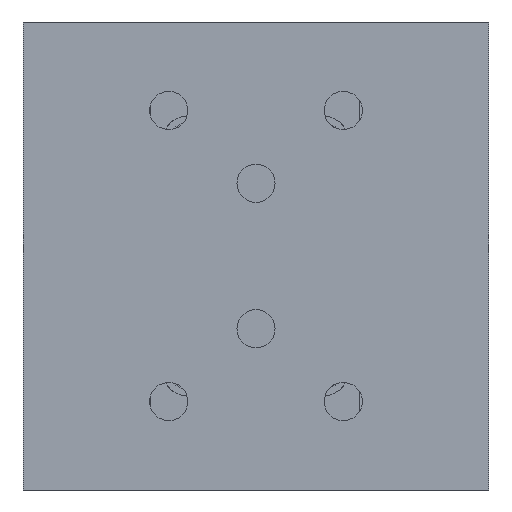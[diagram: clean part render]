
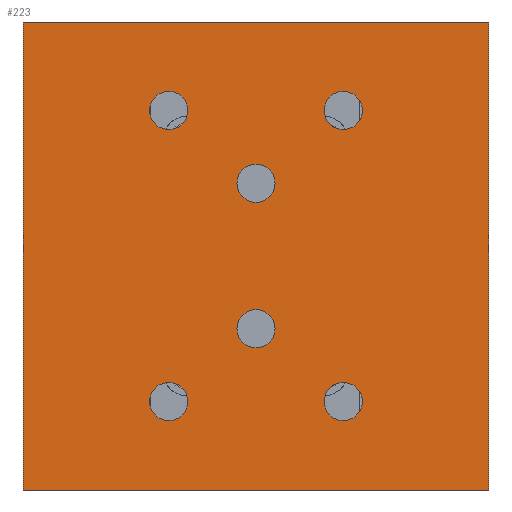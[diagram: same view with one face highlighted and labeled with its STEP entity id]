
A CAD part, left-side view. The second image highlights one B-rep face of the part: STEP entity #223.
In plain terms, the highlighted planar face has unit normal (-1, 0, 0).
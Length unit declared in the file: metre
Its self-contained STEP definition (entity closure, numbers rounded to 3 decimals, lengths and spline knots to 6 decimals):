
#223 = ADVANCED_FACE( '', ( #598, #599, #600, #601, #602, #603, #604 ), #605, .T. );
#598 = FACE_BOUND( '', #1103, .T. );
#599 = FACE_BOUND( '', #1104, .T. );
#600 = FACE_BOUND( '', #1105, .T. );
#601 = FACE_BOUND( '', #1106, .T. );
#602 = FACE_BOUND( '', #1107, .T. );
#603 = FACE_BOUND( '', #1108, .T. );
#604 = FACE_OUTER_BOUND( '', #1109, .T. );
#605 = PLANE( '', #1110 );
#1103 = EDGE_LOOP( '', ( #2288, #2289 ) );
#1104 = EDGE_LOOP( '', ( #2290, #2291 ) );
#1105 = EDGE_LOOP( '', ( #2292, #2293 ) );
#1106 = EDGE_LOOP( '', ( #2294, #2295 ) );
#1107 = EDGE_LOOP( '', ( #2296, #2297 ) );
#1108 = EDGE_LOOP( '', ( #2298, #2299 ) );
#1109 = EDGE_LOOP( '', ( #2300, #2301, #2302, #2303 ) );
#1110 = AXIS2_PLACEMENT_3D( '', #2304, #2305, #2306 );
#2288 = ORIENTED_EDGE( '', *, *, #3433, .T. );
#2289 = ORIENTED_EDGE( '', *, *, #3504, .T. );
#2290 = ORIENTED_EDGE( '', *, *, #3429, .T. );
#2291 = ORIENTED_EDGE( '', *, *, #3505, .T. );
#2292 = ORIENTED_EDGE( '', *, *, #3425, .T. );
#2293 = ORIENTED_EDGE( '', *, *, #3506, .T. );
#2294 = ORIENTED_EDGE( '', *, *, #3421, .T. );
#2295 = ORIENTED_EDGE( '', *, *, #3507, .T. );
#2296 = ORIENTED_EDGE( '', *, *, #3417, .T. );
#2297 = ORIENTED_EDGE( '', *, *, #3508, .T. );
#2298 = ORIENTED_EDGE( '', *, *, #3413, .T. );
#2299 = ORIENTED_EDGE( '', *, *, #3509, .T. );
#2300 = ORIENTED_EDGE( '', *, *, #3468, .T. );
#2301 = ORIENTED_EDGE( '', *, *, #3518, .F. );
#2302 = ORIENTED_EDGE( '', *, *, #3498, .T. );
#2303 = ORIENTED_EDGE( '', *, *, #3517, .T. );
#2304 = CARTESIAN_POINT( '', ( 0.311832, 0.393042, 0.086389 ) );
#2305 = DIRECTION( '', ( -1., 0., 0. ) );
#2306 = DIRECTION( '', ( 0., 0., 1. ) );
#3413 = EDGE_CURVE( '', #4153, #4150, #4154, .T. );
#3417 = EDGE_CURVE( '', #4161, #4158, #4162, .T. );
#3421 = EDGE_CURVE( '', #4169, #4166, #4170, .T. );
#3425 = EDGE_CURVE( '', #4177, #4174, #4178, .T. );
#3429 = EDGE_CURVE( '', #4185, #4182, #4186, .T. );
#3433 = EDGE_CURVE( '', #4193, #4190, #4194, .T. );
#3468 = EDGE_CURVE( '', #4261, #4259, #4262, .T. );
#3498 = EDGE_CURVE( '', #4303, #4301, #4304, .T. );
#3504 = EDGE_CURVE( '', #4190, #4193, #4314, .T. );
#3505 = EDGE_CURVE( '', #4182, #4185, #4315, .T. );
#3506 = EDGE_CURVE( '', #4174, #4177, #4316, .T. );
#3507 = EDGE_CURVE( '', #4166, #4169, #4317, .T. );
#3508 = EDGE_CURVE( '', #4158, #4161, #4318, .T. );
#3509 = EDGE_CURVE( '', #4150, #4153, #4319, .T. );
#3517 = EDGE_CURVE( '', #4301, #4261, #4327, .T. );
#3518 = EDGE_CURVE( '', #4303, #4259, #4328, .T. );
#4150 = VERTEX_POINT( '', #5264 );
#4153 = VERTEX_POINT( '', #5268 );
#4154 = CIRCLE( '', #5269, 0.002083 );
#4158 = VERTEX_POINT( '', #5274 );
#4161 = VERTEX_POINT( '', #5278 );
#4162 = CIRCLE( '', #5279, 0.002083 );
#4166 = VERTEX_POINT( '', #5284 );
#4169 = VERTEX_POINT( '', #5288 );
#4170 = CIRCLE( '', #5289, 0.002083 );
#4174 = VERTEX_POINT( '', #5294 );
#4177 = VERTEX_POINT( '', #5298 );
#4178 = CIRCLE( '', #5299, 0.002083 );
#4182 = VERTEX_POINT( '', #5304 );
#4185 = VERTEX_POINT( '', #5308 );
#4186 = CIRCLE( '', #5309, 0.002083 );
#4190 = VERTEX_POINT( '', #5314 );
#4193 = VERTEX_POINT( '', #5318 );
#4194 = CIRCLE( '', #5319, 0.002083 );
#4259 = VERTEX_POINT( '', #5402 );
#4261 = VERTEX_POINT( '', #5405 );
#4262 = LINE( '', #5406, #5407 );
#4301 = VERTEX_POINT( '', #5458 );
#4303 = VERTEX_POINT( '', #5461 );
#4304 = LINE( '', #5462, #5463 );
#4314 = CIRCLE( '', #5478, 0.002083 );
#4315 = CIRCLE( '', #5479, 0.002083 );
#4316 = CIRCLE( '', #5480, 0.002083 );
#4317 = CIRCLE( '', #5481, 0.002083 );
#4318 = CIRCLE( '', #5482, 0.002083 );
#4319 = CIRCLE( '', #5483, 0.002083 );
#4327 = LINE( '', #5494, #5495 );
#4328 = LINE( '', #5496, #5497 );
#5264 = CARTESIAN_POINT( '', ( 0.311832, 0.416359, 0.119854 ) );
#5268 = CARTESIAN_POINT( '', ( 0.311832, 0.420525, 0.119854 ) );
#5269 = AXIS2_PLACEMENT_3D( '', #6521, #6522, #6523 );
#5274 = CARTESIAN_POINT( '', ( 0.311832, 0.416359, 0.103979 ) );
#5278 = CARTESIAN_POINT( '', ( 0.311832, 0.420525, 0.103979 ) );
#5279 = AXIS2_PLACEMENT_3D( '', #6529, #6530, #6531 );
#5284 = CARTESIAN_POINT( '', ( 0.311832, 0.425884, 0.096041 ) );
#5288 = CARTESIAN_POINT( '', ( 0.311832, 0.43005, 0.096041 ) );
#5289 = AXIS2_PLACEMENT_3D( '', #6537, #6538, #6539 );
#5294 = CARTESIAN_POINT( '', ( 0.311832, 0.425884, 0.127791 ) );
#5298 = CARTESIAN_POINT( '', ( 0.311832, 0.43005, 0.127791 ) );
#5299 = AXIS2_PLACEMENT_3D( '', #6545, #6546, #6547 );
#5304 = CARTESIAN_POINT( '', ( 0.311832, 0.406834, 0.096041 ) );
#5308 = CARTESIAN_POINT( '', ( 0.311832, 0.411, 0.096041 ) );
#5309 = AXIS2_PLACEMENT_3D( '', #6553, #6554, #6555 );
#5314 = CARTESIAN_POINT( '', ( 0.311832, 0.406834, 0.127791 ) );
#5318 = CARTESIAN_POINT( '', ( 0.311832, 0.411, 0.127791 ) );
#5319 = AXIS2_PLACEMENT_3D( '', #6561, #6562, #6563 );
#5402 = CARTESIAN_POINT( '', ( 0.311832, 0.443842, 0.137443 ) );
#5405 = CARTESIAN_POINT( '', ( 0.311832, 0.393042, 0.137443 ) );
#5406 = CARTESIAN_POINT( '', ( 0.311832, 0.443842, 0.137443 ) );
#5407 = VECTOR( '', #6628, 0.01 );
#5458 = CARTESIAN_POINT( '', ( 0.311832, 0.393042, 0.086389 ) );
#5461 = CARTESIAN_POINT( '', ( 0.311832, 0.443842, 0.086389 ) );
#5462 = CARTESIAN_POINT( '', ( 0.311832, 0.443842, 0.086389 ) );
#5463 = VECTOR( '', #6690, 0.01 );
#5478 = AXIS2_PLACEMENT_3D( '', #6696, #6697, #6698 );
#5479 = AXIS2_PLACEMENT_3D( '', #6699, #6700, #6701 );
#5480 = AXIS2_PLACEMENT_3D( '', #6702, #6703, #6704 );
#5481 = AXIS2_PLACEMENT_3D( '', #6705, #6706, #6707 );
#5482 = AXIS2_PLACEMENT_3D( '', #6708, #6709, #6710 );
#5483 = AXIS2_PLACEMENT_3D( '', #6711, #6712, #6713 );
#5494 = CARTESIAN_POINT( '', ( 0.311832, 0.393042, 0.086389 ) );
#5495 = VECTOR( '', #6729, 0.01 );
#5496 = CARTESIAN_POINT( '', ( 0.311832, 0.443842, 0.086389 ) );
#5497 = VECTOR( '', #6730, 0.01 );
#6521 = CARTESIAN_POINT( '', ( 0.311832, 0.418442, 0.119854 ) );
#6522 = DIRECTION( '', ( 1., 0., 0. ) );
#6523 = DIRECTION( '', ( 0., -1., 0. ) );
#6529 = CARTESIAN_POINT( '', ( 0.311832, 0.418442, 0.103979 ) );
#6530 = DIRECTION( '', ( 1., 0., 0. ) );
#6531 = DIRECTION( '', ( 0., -1., 0. ) );
#6537 = CARTESIAN_POINT( '', ( 0.311832, 0.427967, 0.096041 ) );
#6538 = DIRECTION( '', ( 1., 0., 0. ) );
#6539 = DIRECTION( '', ( 0., -1., 0. ) );
#6545 = CARTESIAN_POINT( '', ( 0.311832, 0.427967, 0.127791 ) );
#6546 = DIRECTION( '', ( 1., 0., 0. ) );
#6547 = DIRECTION( '', ( 0., -1., 0. ) );
#6553 = CARTESIAN_POINT( '', ( 0.311832, 0.408917, 0.096041 ) );
#6554 = DIRECTION( '', ( 1., 0., 0. ) );
#6555 = DIRECTION( '', ( 0., -1., 0. ) );
#6561 = CARTESIAN_POINT( '', ( 0.311832, 0.408917, 0.127791 ) );
#6562 = DIRECTION( '', ( 1., 0., 0. ) );
#6563 = DIRECTION( '', ( 0., -1., 0. ) );
#6628 = DIRECTION( '', ( 0., 1., 0. ) );
#6690 = DIRECTION( '', ( 0., -1., 0. ) );
#6696 = CARTESIAN_POINT( '', ( 0.311832, 0.408917, 0.127791 ) );
#6697 = DIRECTION( '', ( 1., 0., 0. ) );
#6698 = DIRECTION( '', ( 0., -1., 0. ) );
#6699 = CARTESIAN_POINT( '', ( 0.311832, 0.408917, 0.096041 ) );
#6700 = DIRECTION( '', ( 1., 0., 0. ) );
#6701 = DIRECTION( '', ( 0., -1., 0. ) );
#6702 = CARTESIAN_POINT( '', ( 0.311832, 0.427967, 0.127791 ) );
#6703 = DIRECTION( '', ( 1., 0., 0. ) );
#6704 = DIRECTION( '', ( 0., -1., 0. ) );
#6705 = CARTESIAN_POINT( '', ( 0.311832, 0.427967, 0.096041 ) );
#6706 = DIRECTION( '', ( 1., 0., 0. ) );
#6707 = DIRECTION( '', ( 0., -1., 0. ) );
#6708 = CARTESIAN_POINT( '', ( 0.311832, 0.418442, 0.103979 ) );
#6709 = DIRECTION( '', ( 1., 0., 0. ) );
#6710 = DIRECTION( '', ( 0., -1., 0. ) );
#6711 = CARTESIAN_POINT( '', ( 0.311832, 0.418442, 0.119854 ) );
#6712 = DIRECTION( '', ( 1., 0., 0. ) );
#6713 = DIRECTION( '', ( 0., -1., 0. ) );
#6729 = DIRECTION( '', ( 0., 0., 1. ) );
#6730 = DIRECTION( '', ( 0., 0., 1. ) );
